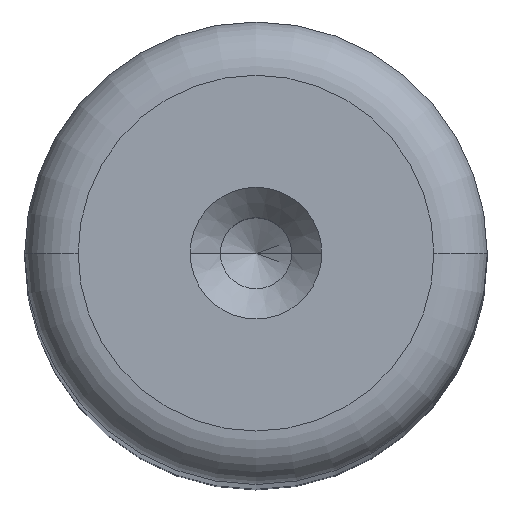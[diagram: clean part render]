
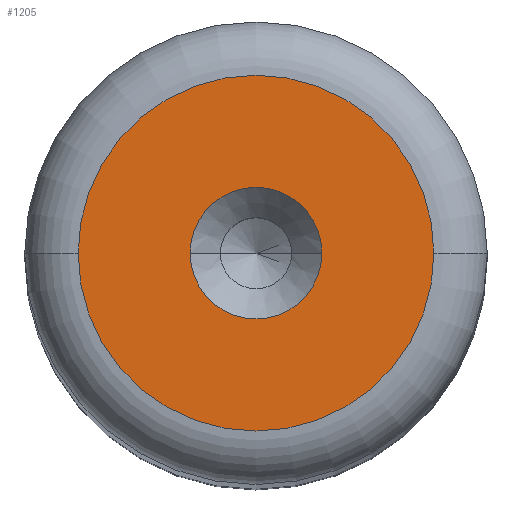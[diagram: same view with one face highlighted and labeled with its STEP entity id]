
A CAD part, top view. The second image highlights one B-rep face of the part: STEP entity #1205.
In plain terms, the highlighted planar face has unit normal (0, 0, 1).
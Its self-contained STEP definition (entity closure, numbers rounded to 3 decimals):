
#52 = EDGE_CURVE ( 'NONE', #633, #1158, #488, .T. ) ;
#88 = FACE_OUTER_BOUND ( 'NONE', #146, .T. ) ;
#146 = EDGE_LOOP ( 'NONE', ( #1571, #1175 ) ) ;
#177 = DIRECTION ( 'NONE',  ( 0., 0., 1. ) ) ;
#185 = DIRECTION ( 'NONE',  ( 0., 0., 1. ) ) ;
#200 = PLANE ( 'NONE',  #1543 ) ;
#203 = DIRECTION ( 'NONE',  ( 1., 0., 0. ) ) ;
#268 = CARTESIAN_POINT ( 'NONE',  ( 5., 0., 90. ) ) ;
#323 = CARTESIAN_POINT ( 'NONE',  ( -5., 0., 90. ) ) ;
#329 = EDGE_LOOP ( 'NONE', ( #656, #1326 ) ) ;
#382 = FACE_BOUND ( 'NONE', #329, .T. ) ;
#407 = CARTESIAN_POINT ( 'NONE',  ( 0., 0., 90. ) ) ;
#457 = AXIS2_PLACEMENT_3D ( 'NONE', #927, #185, #1046 ) ;
#465 = EDGE_CURVE ( 'NONE', #537, #1016, #692, .T. ) ;
#488 = CIRCLE ( 'NONE', #638, 1.85 ) ;
#522 = DIRECTION ( 'NONE',  ( 1., 0., 0. ) ) ;
#537 = VERTEX_POINT ( 'NONE', #323 ) ;
#608 = CIRCLE ( 'NONE', #1209, 5. ) ;
#633 = VERTEX_POINT ( 'NONE', #1314 ) ;
#638 = AXIS2_PLACEMENT_3D ( 'NONE', #851, #848, #862 ) ;
#656 = ORIENTED_EDGE ( 'NONE', *, *, #52, .F. ) ;
#692 = CIRCLE ( 'NONE', #457, 5. ) ;
#848 = DIRECTION ( 'NONE',  ( 0., 0., 1. ) ) ;
#851 = CARTESIAN_POINT ( 'NONE',  ( 0., 0., 90. ) ) ;
#855 = CIRCLE ( 'NONE', #906, 1.85 ) ;
#862 = DIRECTION ( 'NONE',  ( 1., 0., 0. ) ) ;
#906 = AXIS2_PLACEMENT_3D ( 'NONE', #915, #177, #1032 ) ;
#915 = CARTESIAN_POINT ( 'NONE',  ( 0., 0., 90. ) ) ;
#927 = CARTESIAN_POINT ( 'NONE',  ( 0., 0., 90. ) ) ;
#951 = DIRECTION ( 'NONE',  ( 0., 0., 1. ) ) ;
#1016 = VERTEX_POINT ( 'NONE', #268 ) ;
#1032 = DIRECTION ( 'NONE',  ( 1., 0., 0. ) ) ;
#1046 = DIRECTION ( 'NONE',  ( 1., 0., 0. ) ) ;
#1053 = CARTESIAN_POINT ( 'NONE',  ( -1.85, 0., 90. ) ) ;
#1117 = EDGE_CURVE ( 'NONE', #1158, #633, #855, .T. ) ;
#1158 = VERTEX_POINT ( 'NONE', #1053 ) ;
#1175 = ORIENTED_EDGE ( 'NONE', *, *, #465, .T. ) ;
#1205 = ADVANCED_FACE ( 'NONE', ( #382, #88 ), #200, .T. ) ;
#1209 = AXIS2_PLACEMENT_3D ( 'NONE', #407, #1252, #522 ) ;
#1252 = DIRECTION ( 'NONE',  ( 0., 0., 1. ) ) ;
#1314 = CARTESIAN_POINT ( 'NONE',  ( 1.85, 0., 90. ) ) ;
#1326 = ORIENTED_EDGE ( 'NONE', *, *, #1117, .F. ) ;
#1430 = CARTESIAN_POINT ( 'NONE',  ( 0., 0., 90. ) ) ;
#1543 = AXIS2_PLACEMENT_3D ( 'NONE', #1430, #951, #203 ) ;
#1546 = EDGE_CURVE ( 'NONE', #1016, #537, #608, .T. ) ;
#1571 = ORIENTED_EDGE ( 'NONE', *, *, #1546, .T. ) ;
